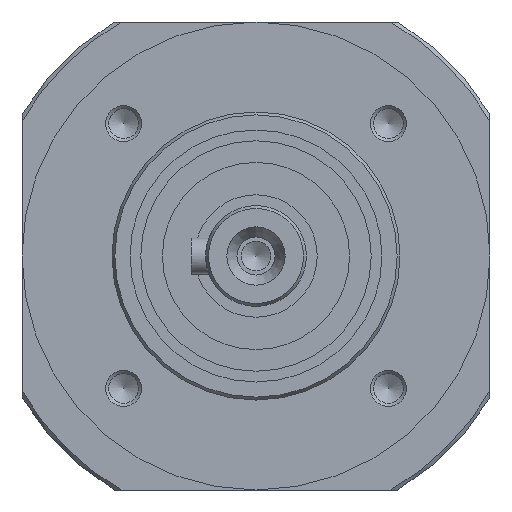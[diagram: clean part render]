
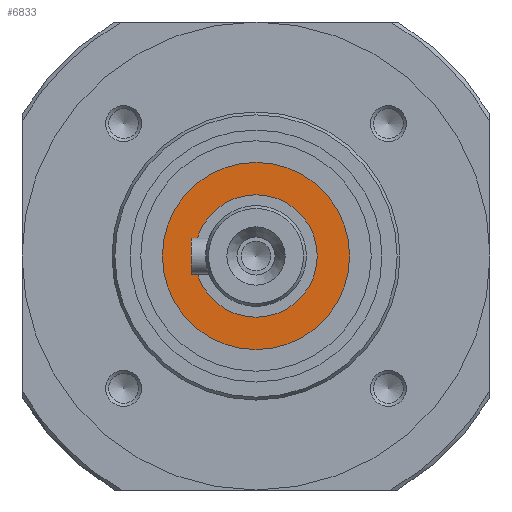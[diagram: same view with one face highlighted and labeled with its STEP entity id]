
A CAD part, left-side view. The second image highlights one B-rep face of the part: STEP entity #6833.
In plain terms, the highlighted planar face has unit normal (-1, 0, 0).
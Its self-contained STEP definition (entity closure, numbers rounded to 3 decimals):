
#6766 = CYLINDRICAL_SURFACE('',#6767,13.);
#6767 = AXIS2_PLACEMENT_3D('',#6768,#6769,#6770);
#6768 = CARTESIAN_POINT('',(33.15,0.,0.));
#6769 = DIRECTION('',(1.,0.,0.));
#6770 = DIRECTION('',(0.,1.,0.));
#6782 = VERTEX_POINT('',#6783);
#6783 = CARTESIAN_POINT('',(33.,13.,0.));
#6803 = EDGE_CURVE('',#6782,#6782,#6804,.T.);
#6804 = SURFACE_CURVE('',#6805,(#6810,#6816),.PCURVE_S1.);
#6805 = CIRCLE('',#6806,13.);
#6806 = AXIS2_PLACEMENT_3D('',#6807,#6808,#6809);
#6807 = CARTESIAN_POINT('',(33.,0.,0.));
#6808 = DIRECTION('',(1.,0.,0.));
#6809 = DIRECTION('',(0.,1.,0.));
#6810 = PCURVE('',#6766,#6811);
#6811 = DEFINITIONAL_REPRESENTATION('',(#6812),#6815);
#6812 = B_SPLINE_CURVE_WITH_KNOTS('',1,(#6813,#6814),.UNSPECIFIED.,.F.,
  .F.,(2,2),(0.,6.283),.PIECEWISE_BEZIER_KNOTS.);
#6813 = CARTESIAN_POINT('',(0.,-0.15));
#6814 = CARTESIAN_POINT('',(6.283,-0.15));
#6815 = ( GEOMETRIC_REPRESENTATION_CONTEXT(2) 
PARAMETRIC_REPRESENTATION_CONTEXT() REPRESENTATION_CONTEXT('2D SPACE',''
  ) );
#6816 = PCURVE('',#6817,#6822);
#6817 = PLANE('',#6818);
#6818 = AXIS2_PLACEMENT_3D('',#6819,#6820,#6821);
#6819 = CARTESIAN_POINT('',(33.,10.75,0.));
#6820 = DIRECTION('',(-1.,0.,0.));
#6821 = DIRECTION('',(0.,0.,1.));
#6822 = DEFINITIONAL_REPRESENTATION('',(#6823),#6831);
#6823 = ( BOUNDED_CURVE() B_SPLINE_CURVE(2,(#6824,#6825,#6826,#6827,
#6828,#6829,#6830),.UNSPECIFIED.,.F.,.F.) B_SPLINE_CURVE_WITH_KNOTS((1,2
    ,2,2,2,1),(-2.094,0.,2.094,4.189,
6.283,8.378),.UNSPECIFIED.) CURVE() 
GEOMETRIC_REPRESENTATION_ITEM() RATIONAL_B_SPLINE_CURVE((1.,0.5,1.,0.5,
1.,0.5,1.)) REPRESENTATION_ITEM('') );
#6824 = CARTESIAN_POINT('',(0.,2.25));
#6825 = CARTESIAN_POINT('',(22.517,2.25));
#6826 = CARTESIAN_POINT('',(11.258,-17.25));
#6827 = CARTESIAN_POINT('',(0.,-36.75));
#6828 = CARTESIAN_POINT('',(-11.258,-17.25));
#6829 = CARTESIAN_POINT('',(-22.517,2.25));
#6830 = CARTESIAN_POINT('',(0.,2.25));
#6831 = ( GEOMETRIC_REPRESENTATION_CONTEXT(2) 
PARAMETRIC_REPRESENTATION_CONTEXT() REPRESENTATION_CONTEXT('2D SPACE',''
  ) );
#6833 = ADVANCED_FACE('',(#6834,#6837),#6817,.T.);
#6834 = FACE_BOUND('',#6835,.T.);
#6835 = EDGE_LOOP('',(#6836));
#6836 = ORIENTED_EDGE('',*,*,#6803,.F.);
#6837 = FACE_BOUND('',#6838,.T.);
#6838 = EDGE_LOOP('',(#6839));
#6839 = ORIENTED_EDGE('',*,*,#6840,.T.);
#6840 = EDGE_CURVE('',#6841,#6841,#6843,.T.);
#6841 = VERTEX_POINT('',#6842);
#6842 = CARTESIAN_POINT('',(33.,8.5,0.));
#6843 = SURFACE_CURVE('',#6844,(#6849,#6860),.PCURVE_S1.);
#6844 = CIRCLE('',#6845,8.5);
#6845 = AXIS2_PLACEMENT_3D('',#6846,#6847,#6848);
#6846 = CARTESIAN_POINT('',(33.,0.,0.));
#6847 = DIRECTION('',(1.,0.,0.));
#6848 = DIRECTION('',(0.,1.,0.));
#6849 = PCURVE('',#6817,#6850);
#6850 = DEFINITIONAL_REPRESENTATION('',(#6851),#6859);
#6851 = ( BOUNDED_CURVE() B_SPLINE_CURVE(2,(#6852,#6853,#6854,#6855,
#6856,#6857,#6858),.UNSPECIFIED.,.T.,.F.) B_SPLINE_CURVE_WITH_KNOTS((1,2
    ,2,2,2,1),(-2.094,0.,2.094,4.189,
6.283,8.378),.UNSPECIFIED.) CURVE() 
GEOMETRIC_REPRESENTATION_ITEM() RATIONAL_B_SPLINE_CURVE((1.,0.5,1.,0.5,
1.,0.5,1.)) REPRESENTATION_ITEM('') );
#6852 = CARTESIAN_POINT('',(0.,-2.25));
#6853 = CARTESIAN_POINT('',(14.722,-2.25));
#6854 = CARTESIAN_POINT('',(7.361,-15.));
#6855 = CARTESIAN_POINT('',(0.,-27.75));
#6856 = CARTESIAN_POINT('',(-7.361,-15.));
#6857 = CARTESIAN_POINT('',(-14.722,-2.25));
#6858 = CARTESIAN_POINT('',(0.,-2.25));
#6859 = ( GEOMETRIC_REPRESENTATION_CONTEXT(2) 
PARAMETRIC_REPRESENTATION_CONTEXT() REPRESENTATION_CONTEXT('2D SPACE',''
  ) );
#6860 = PCURVE('',#6861,#6866);
#6861 = CYLINDRICAL_SURFACE('',#6862,8.5);
#6862 = AXIS2_PLACEMENT_3D('',#6863,#6864,#6865);
#6863 = CARTESIAN_POINT('',(30.5,0.,0.));
#6864 = DIRECTION('',(1.,0.,0.));
#6865 = DIRECTION('',(0.,1.,0.));
#6866 = DEFINITIONAL_REPRESENTATION('',(#6867),#6870);
#6867 = B_SPLINE_CURVE_WITH_KNOTS('',1,(#6868,#6869),.UNSPECIFIED.,.F.,
  .F.,(2,2),(0.,6.283),.PIECEWISE_BEZIER_KNOTS.);
#6868 = CARTESIAN_POINT('',(0.,2.5));
#6869 = CARTESIAN_POINT('',(6.283,2.5));
#6870 = ( GEOMETRIC_REPRESENTATION_CONTEXT(2) 
PARAMETRIC_REPRESENTATION_CONTEXT() REPRESENTATION_CONTEXT('2D SPACE',''
  ) );
